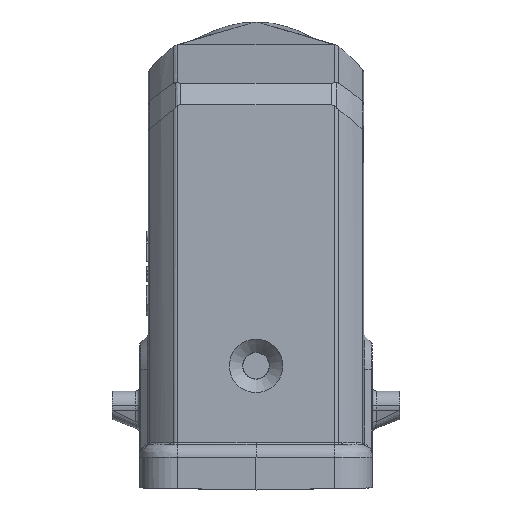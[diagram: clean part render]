
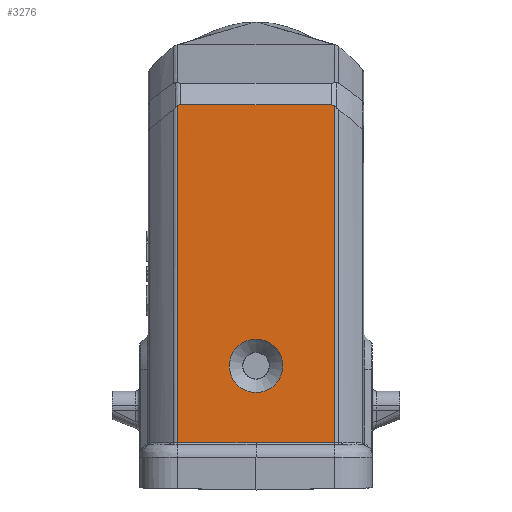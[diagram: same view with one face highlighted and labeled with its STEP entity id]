
A CAD part, left-side view. The second image highlights one B-rep face of the part: STEP entity #3276.
In plain terms, the highlighted planar face has unit normal (-1, 0, 0).
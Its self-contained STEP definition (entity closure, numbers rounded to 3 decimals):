
#2540=FACE_BOUND('',#4063,.T.);
#2541=FACE_BOUND('',#4064,.T.);
#2740=CIRCLE('',#9428,3.1);
#3000=PLANE('',#9429);
#3276=ADVANCED_FACE('',(#2540,#2541),#3000,.F.);
#4063=EDGE_LOOP('',(#6222));
#4064=EDGE_LOOP('',(#6223,#6224,#6225,#6226,#6227,#6228,#6229));
#4552=LINE('',#14207,#4977);
#4553=LINE('',#14261,#4978);
#4567=LINE('',#14779,#4992);
#4977=VECTOR('',#10446,1.);
#4978=VECTOR('',#10449,1.);
#4992=VECTOR('',#10497,1.);
#6222=ORIENTED_EDGE('',*,*,#8202,.F.);
#6223=ORIENTED_EDGE('',*,*,#8201,.F.);
#6224=ORIENTED_EDGE('',*,*,#8140,.F.);
#6225=ORIENTED_EDGE('',*,*,#8142,.F.);
#6226=ORIENTED_EDGE('',*,*,#8144,.F.);
#6227=ORIENTED_EDGE('',*,*,#8146,.F.);
#6228=ORIENTED_EDGE('',*,*,#8203,.F.);
#6229=ORIENTED_EDGE('',*,*,#8204,.F.);
#7369=VERTEX_POINT('',#14168);
#7370=VERTEX_POINT('',#14173);
#7371=VERTEX_POINT('',#14206);
#7372=VERTEX_POINT('',#14213);
#7374=VERTEX_POINT('',#14260);
#7398=VERTEX_POINT('',#14778);
#7399=VERTEX_POINT('',#14782);
#7400=VERTEX_POINT('',#14787);
#8140=EDGE_CURVE('',#7370,#7369,#8636,.T.);
#8142=EDGE_CURVE('',#7371,#7370,#4552,.T.);
#8144=EDGE_CURVE('',#7372,#7371,#8639,.T.);
#8146=EDGE_CURVE('',#7374,#7372,#4553,.T.);
#8201=EDGE_CURVE('',#7369,#7398,#4567,.T.);
#8202=EDGE_CURVE('',#7399,#7399,#2740,.T.);
#8203=EDGE_CURVE('',#7400,#7374,#8670,.T.);
#8204=EDGE_CURVE('',#7398,#7400,#8671,.T.);
#8636=B_SPLINE_CURVE_WITH_KNOTS('',3,(#14174,#14175,#14176,#14177),
 .UNSPECIFIED.,.F.,.F.,(4,4),(0.,1.),.UNSPECIFIED.);
#8639=B_SPLINE_CURVE_WITH_KNOTS('',3,(#14214,#14215,#14216,#14217),
 .UNSPECIFIED.,.F.,.F.,(4,4),(0.,1.),.UNSPECIFIED.);
#8670=B_SPLINE_CURVE_WITH_KNOTS('',3,(#14783,#14784,#14785,#14786),
 .UNSPECIFIED.,.F.,.F.,(4,4),(0.,1.),.UNSPECIFIED.);
#8671=B_SPLINE_CURVE_WITH_KNOTS('',3,(#14788,#14789,#14790,#14791),
 .UNSPECIFIED.,.F.,.F.,(4,4),(0.,1.),.UNSPECIFIED.);
#9428=AXIS2_PLACEMENT_3D('',#14781,#10500,#10501);
#9429=AXIS2_PLACEMENT_3D('',#14792,#10502,#10503);
#10446=DIRECTION('',(0.,-1.,0.));
#10449=DIRECTION('',(0.,0.,1.));
#10497=DIRECTION('',(0.,0.,-1.));
#10500=DIRECTION('',(-1.,0.,0.));
#10501=DIRECTION('',(0.,0.,1.));
#10502=DIRECTION('',(1.,0.,0.));
#10503=DIRECTION('',(0.,1.,0.));
#14168=CARTESIAN_POINT('',(-12.55,-9.054,42.429));
#14173=CARTESIAN_POINT('',(-12.548,-8.75,42.534));
#14174=CARTESIAN_POINT('',(-12.548,-8.75,42.534));
#14175=CARTESIAN_POINT('',(-12.548,-8.833,42.534));
#14176=CARTESIAN_POINT('',(-12.556,-8.938,42.503));
#14177=CARTESIAN_POINT('',(-12.553,-9.053,42.429));
#14206=CARTESIAN_POINT('',(-12.548,8.754,42.534));
#14207=CARTESIAN_POINT('',(-12.548,8.754,42.534));
#14213=CARTESIAN_POINT('',(-12.55,9.057,42.43));
#14214=CARTESIAN_POINT('',(-12.553,9.057,42.429));
#14215=CARTESIAN_POINT('',(-12.555,8.943,42.503));
#14216=CARTESIAN_POINT('',(-12.548,8.837,42.534));
#14217=CARTESIAN_POINT('',(-12.548,8.754,42.534));
#14260=CARTESIAN_POINT('',(-12.548,9.057,3.301));
#14261=CARTESIAN_POINT('',(-12.548,9.057,3.301));
#14778=CARTESIAN_POINT('',(-12.548,-9.053,3.301));
#14779=CARTESIAN_POINT('',(-12.548,-9.053,42.429));
#14781=CARTESIAN_POINT('',(-12.548,0.,12.25));
#14782=CARTESIAN_POINT('',(-12.548,0.,15.35));
#14783=CARTESIAN_POINT('',(-12.548,0.002,3.326));
#14784=CARTESIAN_POINT('',(-12.548,3.021,3.32));
#14785=CARTESIAN_POINT('',(-12.548,6.041,3.312));
#14786=CARTESIAN_POINT('',(-12.548,9.061,3.301));
#14787=CARTESIAN_POINT('',(-12.548,0.001,3.326));
#14788=CARTESIAN_POINT('',(-12.548,-9.057,3.301));
#14789=CARTESIAN_POINT('',(-12.548,-6.038,3.312));
#14790=CARTESIAN_POINT('',(-12.548,-3.019,3.32));
#14791=CARTESIAN_POINT('',(-12.548,0.001,3.326));
#14792=CARTESIAN_POINT('',(-12.548,-12.69,-2.363));
